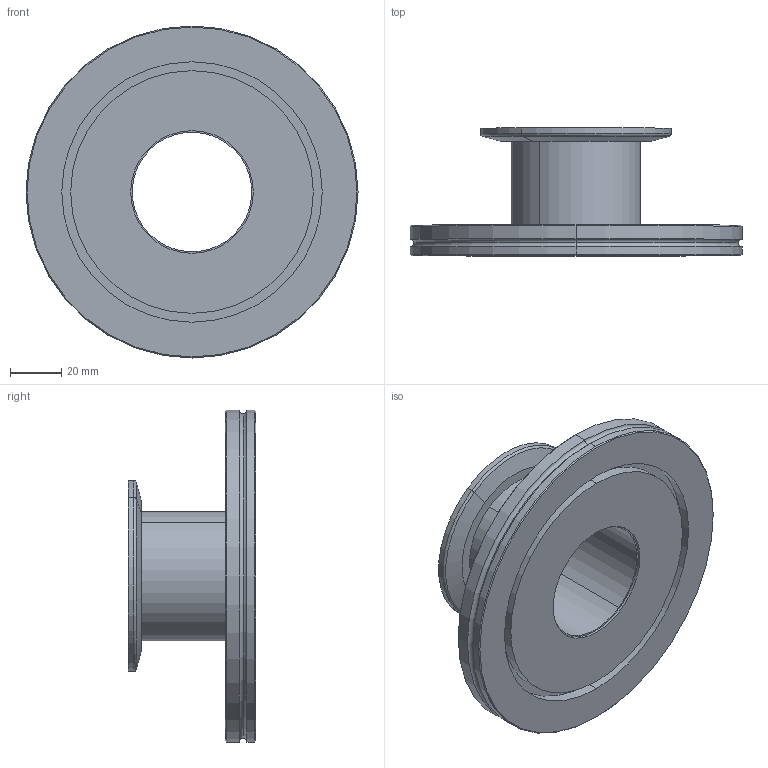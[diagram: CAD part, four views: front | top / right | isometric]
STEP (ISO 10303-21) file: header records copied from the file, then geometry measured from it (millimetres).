
FILE_DESCRIPTION (( 'STEP AP214' ), '1' );
FILE_NAME ('Hositrad_ISO100-50A.STEP', '2014-01-09T16:55:18', ( '' ), ( '' ), 'SwSTEP 2.0', 'SolidWorks 2014', '' );
FILE_SCHEMA (( 'AUTOMOTIVE_DESIGN' ));
Length unit declared in the file: millimetre
Products named in the file (3): KF50-WeldStub_KF50-50-49; ISO100-Hole_Hole 51; Hositrad_ISO100-50A
Assembly tree (2 placements, depth 2):
  Hositrad_ISO100-50A
    ISO100-Hole_Hole 51
    KF50-WeldStub_KF50-50-49
Bounding box: 130 x 50 x 130 mm (x, y, z)
Volume: 149178 mm3; surface area: 54874.3 mm2
Topology: 2 solids, 2 shells, 47 faces, 94 edges, 58 vertices
Faces by surface type: cylinder 24, plane 11, torus 6, cone 6
Entity records: 1358 total; most frequent: DIRECTION 262, CARTESIAN_POINT 204, ORIENTED_EDGE 188, AXIS2_PLACEMENT_3D 116, EDGE_CURVE 94, CIRCLE 64, VERTEX_POINT 58, EDGE_LOOP 58
